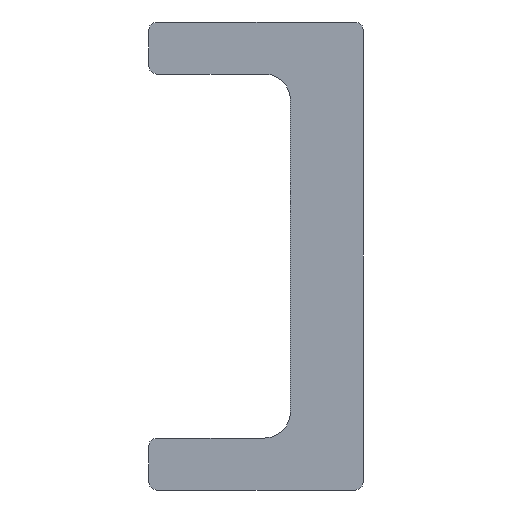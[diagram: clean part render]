
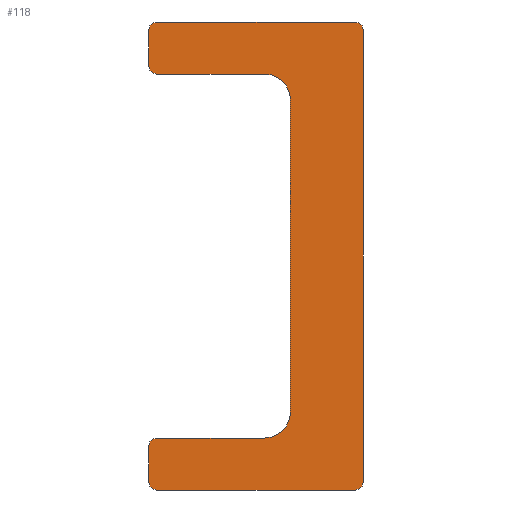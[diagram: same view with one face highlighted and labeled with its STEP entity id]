
A CAD part, front view. The second image highlights one B-rep face of the part: STEP entity #118.
In plain terms, the highlighted planar face has unit normal (0, -1, 0).
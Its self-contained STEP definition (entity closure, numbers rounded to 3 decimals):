
#118 = ADVANCED_FACE( '', ( #267 ), #268, .F. );
#267 = FACE_OUTER_BOUND( '', #418, .T. );
#268 = PLANE( '', #419 );
#418 = EDGE_LOOP( '', ( #669, #670, #671, #672, #673, #674, #675, #676, #677, #678, #679, #680, #681, #682, #683, #684 ) );
#419 = AXIS2_PLACEMENT_3D( '', #685, #686, #687 );
#669 = ORIENTED_EDGE( '', *, *, #814, .F. );
#670 = ORIENTED_EDGE( '', *, *, #838, .T. );
#671 = ORIENTED_EDGE( '', *, *, #758, .F. );
#672 = ORIENTED_EDGE( '', *, *, #787, .T. );
#673 = ORIENTED_EDGE( '', *, *, #777, .F. );
#674 = ORIENTED_EDGE( '', *, *, #822, .T. );
#675 = ORIENTED_EDGE( '', *, *, #825, .F. );
#676 = ORIENTED_EDGE( '', *, *, #798, .T. );
#677 = ORIENTED_EDGE( '', *, *, #832, .F. );
#678 = ORIENTED_EDGE( '', *, *, #817, .T. );
#679 = ORIENTED_EDGE( '', *, *, #763, .F. );
#680 = ORIENTED_EDGE( '', *, *, #773, .T. );
#681 = ORIENTED_EDGE( '', *, *, #755, .F. );
#682 = ORIENTED_EDGE( '', *, *, #770, .T. );
#683 = ORIENTED_EDGE( '', *, *, #835, .F. );
#684 = ORIENTED_EDGE( '', *, *, #793, .T. );
#685 = CARTESIAN_POINT( '', ( -4.125, 0., 9. ) );
#686 = DIRECTION( '', ( 0., 1., 0. ) );
#687 = DIRECTION( '', ( 0., 0., 1. ) );
#755 = EDGE_CURVE( '', #876, #878, #879, .T. );
#758 = EDGE_CURVE( '', #882, #883, #884, .T. );
#763 = EDGE_CURVE( '', #891, #892, #893, .T. );
#770 = EDGE_CURVE( '', #876, #902, #904, .F. );
#773 = EDGE_CURVE( '', #891, #878, #907, .F. );
#777 = EDGE_CURVE( '', #912, #914, #915, .T. );
#787 = EDGE_CURVE( '', #882, #914, #929, .F. );
#793 = EDGE_CURVE( '', #939, #937, #940, .F. );
#798 = EDGE_CURVE( '', #948, #946, #949, .T. );
#814 = EDGE_CURVE( '', #973, #937, #975, .T. );
#817 = EDGE_CURVE( '', #979, #892, #980, .T. );
#822 = EDGE_CURVE( '', #912, #985, #987, .F. );
#825 = EDGE_CURVE( '', #948, #985, #990, .T. );
#832 = EDGE_CURVE( '', #979, #946, #1001, .T. );
#835 = EDGE_CURVE( '', #939, #902, #1004, .T. );
#838 = EDGE_CURVE( '', #973, #883, #1007, .F. );
#876 = VERTEX_POINT( '', #1047 );
#878 = VERTEX_POINT( '', #1050 );
#879 = LINE( '', #1051, #1052 );
#882 = VERTEX_POINT( '', #1056 );
#883 = VERTEX_POINT( '', #1057 );
#884 = LINE( '', #1058, #1059 );
#891 = VERTEX_POINT( '', #1069 );
#892 = VERTEX_POINT( '', #1070 );
#893 = LINE( '', #1071, #1072 );
#902 = VERTEX_POINT( '', #1084 );
#904 = CIRCLE( '', #1087, 0.3 );
#907 = CIRCLE( '', #1090, 0.3 );
#912 = VERTEX_POINT( '', #1096 );
#914 = VERTEX_POINT( '', #1099 );
#915 = LINE( '', #1100, #1101 );
#929 = CIRCLE( '', #1116, 0.3 );
#937 = VERTEX_POINT( '', #1124 );
#939 = VERTEX_POINT( '', #1127 );
#940 = CIRCLE( '', #1128, 0.3 );
#946 = VERTEX_POINT( '', #1135 );
#948 = VERTEX_POINT( '', #1138 );
#949 = CIRCLE( '', #1139, 1. );
#973 = VERTEX_POINT( '', #1165 );
#975 = LINE( '', #1168, #1169 );
#979 = VERTEX_POINT( '', #1173 );
#980 = CIRCLE( '', #1174, 1. );
#985 = VERTEX_POINT( '', #1180 );
#987 = CIRCLE( '', #1183, 0.3 );
#990 = LINE( '', #1187, #1188 );
#1001 = LINE( '', #1200, #1201 );
#1004 = LINE( '', #1205, #1206 );
#1007 = CIRCLE( '', #1209, 0.3 );
#1047 = CARTESIAN_POINT( '', ( -4.125, 0., -8.7 ) );
#1050 = CARTESIAN_POINT( '', ( -4.125, 0., -7.3 ) );
#1051 = CARTESIAN_POINT( '', ( -4.125, 0., -9. ) );
#1052 = VECTOR( '', #1250, 1000. );
#1056 = CARTESIAN_POINT( '', ( -3.825, 0., 9. ) );
#1057 = CARTESIAN_POINT( '', ( 3.825, 0., 9. ) );
#1058 = CARTESIAN_POINT( '', ( -4.125, 0., 9. ) );
#1059 = VECTOR( '', #1252, 1000. );
#1069 = CARTESIAN_POINT( '', ( -3.825, 0., -7. ) );
#1070 = CARTESIAN_POINT( '', ( 0.325, 0., -7. ) );
#1071 = CARTESIAN_POINT( '', ( 1.325, 0., -7. ) );
#1072 = VECTOR( '', #1256, 1000. );
#1084 = CARTESIAN_POINT( '', ( -3.825, 0., -9. ) );
#1087 = AXIS2_PLACEMENT_3D( '', #1264, #1265, #1266 );
#1090 = AXIS2_PLACEMENT_3D( '', #1270, #1271, #1272 );
#1096 = CARTESIAN_POINT( '', ( -4.125, 0., 7.3 ) );
#1099 = CARTESIAN_POINT( '', ( -4.125, 0., 8.7 ) );
#1100 = CARTESIAN_POINT( '', ( -4.125, 0., -9. ) );
#1101 = VECTOR( '', #1275, 1000. );
#1116 = AXIS2_PLACEMENT_3D( '', #1292, #1293, #1294 );
#1124 = CARTESIAN_POINT( '', ( 4.125, 0., -8.7 ) );
#1127 = CARTESIAN_POINT( '', ( 3.825, 0., -9. ) );
#1128 = AXIS2_PLACEMENT_3D( '', #1302, #1303, #1304 );
#1135 = CARTESIAN_POINT( '', ( 1.325, 0., 6. ) );
#1138 = CARTESIAN_POINT( '', ( 0.325, 0., 7. ) );
#1139 = AXIS2_PLACEMENT_3D( '', #1310, #1311, #1312 );
#1165 = CARTESIAN_POINT( '', ( 4.125, 0., 8.7 ) );
#1168 = CARTESIAN_POINT( '', ( 4.125, 0., 9. ) );
#1169 = VECTOR( '', #1340, 1000. );
#1173 = CARTESIAN_POINT( '', ( 1.325, 0., -6. ) );
#1174 = AXIS2_PLACEMENT_3D( '', #1344, #1345, #1346 );
#1180 = CARTESIAN_POINT( '', ( -3.825, 0., 7. ) );
#1183 = AXIS2_PLACEMENT_3D( '', #1352, #1353, #1354 );
#1187 = CARTESIAN_POINT( '', ( -4.125, 0., 7. ) );
#1188 = VECTOR( '', #1356, 1000. );
#1200 = CARTESIAN_POINT( '', ( 1.325, 0., 7. ) );
#1201 = VECTOR( '', #1370, 1000. );
#1205 = CARTESIAN_POINT( '', ( 4.125, 0., -9. ) );
#1206 = VECTOR( '', #1372, 1000. );
#1209 = AXIS2_PLACEMENT_3D( '', #1376, #1377, #1378 );
#1250 = DIRECTION( '', ( 0., 0., 1. ) );
#1252 = DIRECTION( '', ( 1., 0., 0. ) );
#1256 = DIRECTION( '', ( 1., 0., 0. ) );
#1264 = CARTESIAN_POINT( '', ( -3.825, 0., -8.7 ) );
#1265 = DIRECTION( '', ( 0., 1., 0. ) );
#1266 = DIRECTION( '', ( 0., 0., 1. ) );
#1270 = CARTESIAN_POINT( '', ( -3.825, 0., -7.3 ) );
#1271 = DIRECTION( '', ( 0., 1., 0. ) );
#1272 = DIRECTION( '', ( 0., 0., 1. ) );
#1275 = DIRECTION( '', ( 0., 0., 1. ) );
#1292 = CARTESIAN_POINT( '', ( -3.825, 0., 8.7 ) );
#1293 = DIRECTION( '', ( 0., 1., 0. ) );
#1294 = DIRECTION( '', ( 0., 0., 1. ) );
#1302 = CARTESIAN_POINT( '', ( 3.825, 0., -8.7 ) );
#1303 = DIRECTION( '', ( 0., 1., 0. ) );
#1304 = DIRECTION( '', ( 0., 0., 1. ) );
#1310 = CARTESIAN_POINT( '', ( 0.325, 0., 6. ) );
#1311 = DIRECTION( '', ( 0., 1., 0. ) );
#1312 = DIRECTION( '', ( 0., 0., 1. ) );
#1340 = DIRECTION( '', ( 0., 0., -1. ) );
#1344 = CARTESIAN_POINT( '', ( 0.325, 0., -6. ) );
#1345 = DIRECTION( '', ( 0., 1., 0. ) );
#1346 = DIRECTION( '', ( 0., 0., 1. ) );
#1352 = CARTESIAN_POINT( '', ( -3.825, 0., 7.3 ) );
#1353 = DIRECTION( '', ( 0., 1., 0. ) );
#1354 = DIRECTION( '', ( 0., 0., 1. ) );
#1356 = DIRECTION( '', ( -1., 0., 0. ) );
#1370 = DIRECTION( '', ( 0., 0., 1. ) );
#1372 = DIRECTION( '', ( -1., 0., 0. ) );
#1376 = CARTESIAN_POINT( '', ( 3.825, 0., 8.7 ) );
#1377 = DIRECTION( '', ( 0., 1., 0. ) );
#1378 = DIRECTION( '', ( 0., 0., 1. ) );
